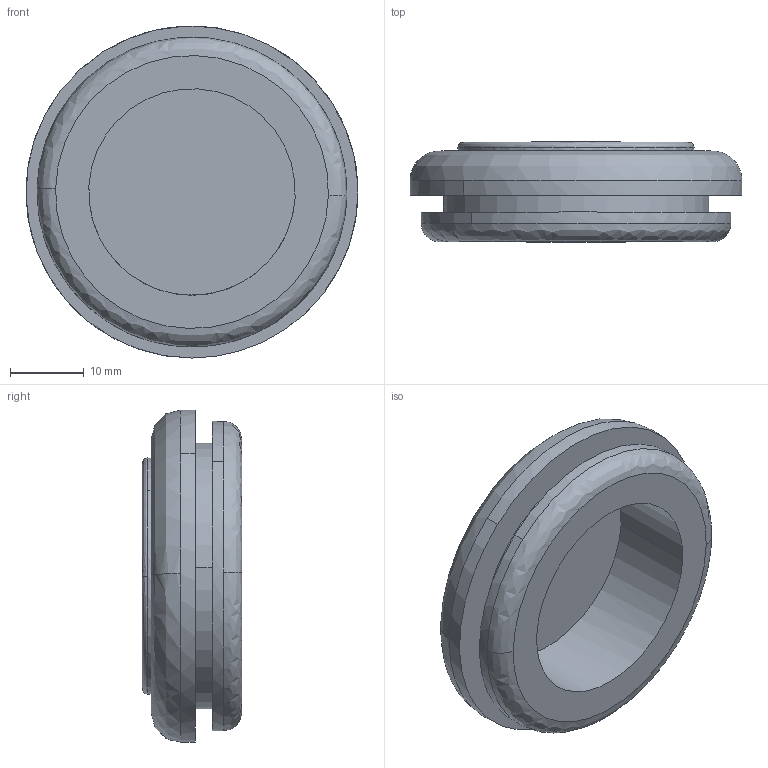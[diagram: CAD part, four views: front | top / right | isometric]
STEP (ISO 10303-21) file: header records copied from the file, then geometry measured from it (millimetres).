
FILE_DESCRIPTION( (''), '2;1');
FILE_NAME ('PC50.12492.TM_MG_12_CRUL_18883.stp','2019-12-19T14:56:22',(''),(''),'spGate 15.6.1','','');
FILE_SCHEMA (('AUTOMOTIVE_DESIGN'));
Length unit declared in the file: millimetre
Bounding box: 45 x 13.5 x 45 mm (x, y, z)
Volume: 9724.3 mm3; surface area: 6361.9 mm2
Topology: 1 solids, 1 shells, 27 faces, 78 edges, 58 vertices
Faces by surface type: cylinder 12, bspline 8, plane 7
Entity records: 1747 total; most frequent: CARTESIAN_POINT 441, ORIENTED_EDGE 156, DIRECTION 146, COLOUR_RGB 106, PRESENTATION_STYLE_ASSIGNMENT 106, STYLED_ITEM 106, EDGE_CURVE 78, DRAUGHTING_PRE_DEFINED_CURVE_FONT 78
